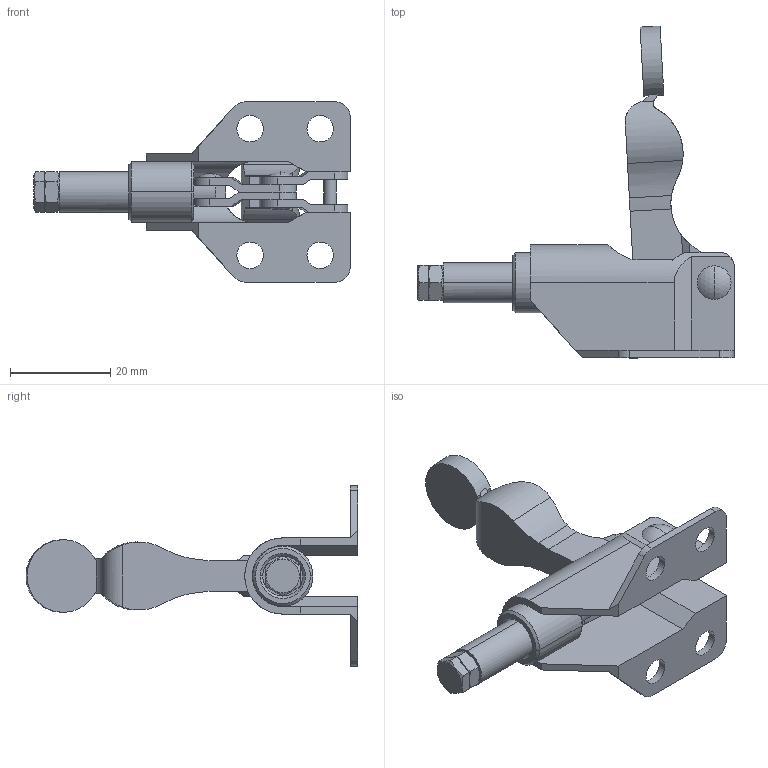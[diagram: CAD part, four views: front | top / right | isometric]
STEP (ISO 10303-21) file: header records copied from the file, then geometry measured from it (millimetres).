
FILE_DESCRIPTION (( 'STEP AP214' ), '1' );
FILE_NAME ('GH-36006(Â²¤Æ).STEP', '2020-07-03T00:40:33', ( 'LinWei' ), ( '' ), 'SwSTEP 2.0', 'SolidWorks 2016', '' );
FILE_SCHEMA (( 'AUTOMOTIVE_DESIGN' ));
Length unit declared in the file: millimetre
Products named in the file (6): 43600633-1^GH-36006(簡化); Group5^GH-36006(簡化); Group3^GH-36006(簡化); Group2^GH-36006(簡化); Group1^GH-36006(簡化); GH-36006(簡化)
Assembly tree (5 placements, depth 2):
  GH-36006(簡化)
    Group1^GH-36006(簡化)
    Group2^GH-36006(簡化)
    Group3^GH-36006(簡化)
    Group5^GH-36006(簡化)
    43600633-1^GH-36006(簡化)
Bounding box: 63.2 x 66.27 x 36 mm (x, y, z)
Volume: 8535.6 mm3; surface area: 10987.3 mm2
Topology: 6 solids, 7 shells, 230 faces, 584 edges, 380 vertices
Faces by surface type: plane 113, cylinder 79, cone 18, bspline 8, torus 6, sphere 6
Entity records: 7877 total; most frequent: CARTESIAN_POINT 1871, ORIENTED_EDGE 1164, DIRECTION 1147, EDGE_CURVE 582, AXIS2_PLACEMENT_3D 417, VERTEX_POINT 380, VECTOR 313, LINE 313
